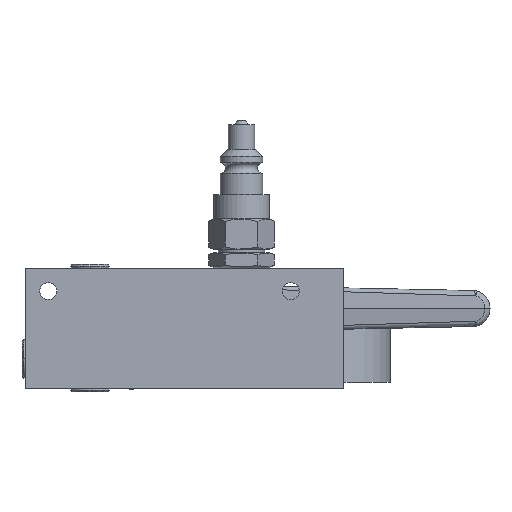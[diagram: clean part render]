
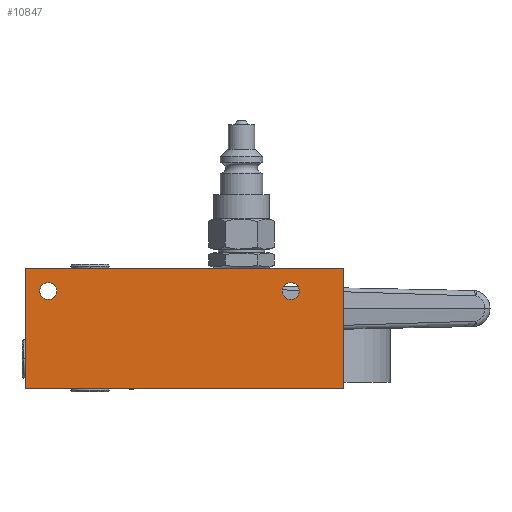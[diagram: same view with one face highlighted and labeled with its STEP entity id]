
A CAD part, front view. The second image highlights one B-rep face of the part: STEP entity #10847.
In plain terms, the highlighted planar face has unit normal (0, -1, 0).
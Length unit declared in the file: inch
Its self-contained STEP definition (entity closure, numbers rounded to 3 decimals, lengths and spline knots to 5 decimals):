
#1308=DIRECTION('',(0.,0.,1.));
#1309=VECTOR('',#1308,1.985);
#1310=CARTESIAN_POINT('',(-2.625,0.,-1.));
#1311=LINE('',#1310,#1309);
#1315=DIRECTION('',(1.,0.,0.));
#1316=VECTOR('',#1315,5.25);
#1317=CARTESIAN_POINT('',(-2.625,0.,0.985));
#1318=LINE('',#1317,#1316);
#1322=DIRECTION('',(0.,0.,-1.));
#1323=VECTOR('',#1322,1.985);
#1324=CARTESIAN_POINT('',(2.625,0.,0.985));
#1325=LINE('',#1324,#1323);
#1329=DIRECTION('',(-1.,0.,0.));
#1330=VECTOR('',#1329,5.25);
#1331=CARTESIAN_POINT('',(2.625,0.,-1.));
#1332=LINE('',#1331,#1330);
#1336=CARTESIAN_POINT('',(-2.25,0.,0.605));
#1337=DIRECTION('',(0.,-1.,0.));
#1338=DIRECTION('',(1.,0.,0.));
#1339=AXIS2_PLACEMENT_3D('',#1336,#1337,#1338);
#1344=CARTESIAN_POINT('',(-2.25,0.,0.605));
#1345=DIRECTION('',(0.,-1.,0.));
#1346=DIRECTION('',(-1.,0.,0.));
#1347=AXIS2_PLACEMENT_3D('',#1344,#1345,#1346);
#1352=CARTESIAN_POINT('',(1.75,0.,0.605));
#1353=DIRECTION('',(0.,-1.,0.));
#1354=DIRECTION('',(1.,0.,0.));
#1355=AXIS2_PLACEMENT_3D('',#1352,#1353,#1354);
#1360=CARTESIAN_POINT('',(1.75,0.,0.605));
#1361=DIRECTION('',(0.,-1.,0.));
#1362=DIRECTION('',(-1.,0.,0.));
#1363=AXIS2_PLACEMENT_3D('',#1360,#1361,#1362);
#8666=CARTESIAN_POINT('',(-2.625,0.,-1.));
#8667=CARTESIAN_POINT('',(-2.625,0.,0.985));
#8668=VERTEX_POINT('',#8666);
#8669=VERTEX_POINT('',#8667);
#8670=CARTESIAN_POINT('',(2.625,0.,0.985));
#8671=VERTEX_POINT('',#8670);
#8672=CARTESIAN_POINT('',(2.625,0.,-1.));
#8673=VERTEX_POINT('',#8672);
#8690=CARTESIAN_POINT('',(-2.1095,0.,0.605));
#8691=CARTESIAN_POINT('',(-2.3905,0.,0.605));
#8692=VERTEX_POINT('',#8690);
#8693=VERTEX_POINT('',#8691);
#9012=CARTESIAN_POINT('',(1.8905,0.,0.605));
#9013=CARTESIAN_POINT('',(1.6095,0.,0.605));
#9014=VERTEX_POINT('',#9012);
#9015=VERTEX_POINT('',#9013);
#10822=CARTESIAN_POINT('',(0.,0.,0.));
#10823=DIRECTION('',(0.,1.,0.));
#10824=DIRECTION('',(1.,0.,0.));
#10825=AXIS2_PLACEMENT_3D('',#10822,#10823,#10824);
#10826=PLANE('',#10825);
#10828=ORIENTED_EDGE('',*,*,#10827,.T.);
#10830=ORIENTED_EDGE('',*,*,#10829,.T.);
#10832=ORIENTED_EDGE('',*,*,#10831,.T.);
#10833=ORIENTED_EDGE('',*,*,#10143,.T.);
#10834=EDGE_LOOP('',(#10828,#10830,#10832,#10833));
#10835=FACE_OUTER_BOUND('',#10834,.F.);
#10836=ORIENTED_EDGE('',*,*,#10812,.T.);
#10838=ORIENTED_EDGE('',*,*,#10837,.T.);
#10839=EDGE_LOOP('',(#10836,#10838));
#10840=FACE_BOUND('',#10839,.F.);
#10842=ORIENTED_EDGE('',*,*,#10841,.T.);
#10844=ORIENTED_EDGE('',*,*,#10843,.T.);
#10845=EDGE_LOOP('',(#10842,#10844));
#10846=FACE_BOUND('',#10845,.F.);
#1340=CIRCLE('',#1339,0.1405);
#1348=CIRCLE('',#1347,0.1405);
#1356=CIRCLE('',#1355,0.1405);
#1364=CIRCLE('',#1363,0.1405);
#10143=EDGE_CURVE('',#8673,#8668,#1332,.T.);
#10812=EDGE_CURVE('',#8692,#8693,#1340,.T.);
#10827=EDGE_CURVE('',#8668,#8669,#1311,.T.);
#10829=EDGE_CURVE('',#8669,#8671,#1318,.T.);
#10831=EDGE_CURVE('',#8671,#8673,#1325,.T.);
#10837=EDGE_CURVE('',#8693,#8692,#1348,.T.);
#10841=EDGE_CURVE('',#9014,#9015,#1356,.T.);
#10843=EDGE_CURVE('',#9015,#9014,#1364,.T.);
#10847=ADVANCED_FACE('',(#10835,#10840,#10846),#10826,.F.);
